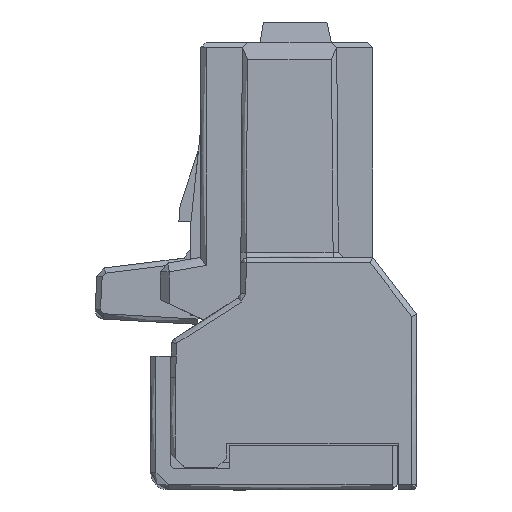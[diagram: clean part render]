
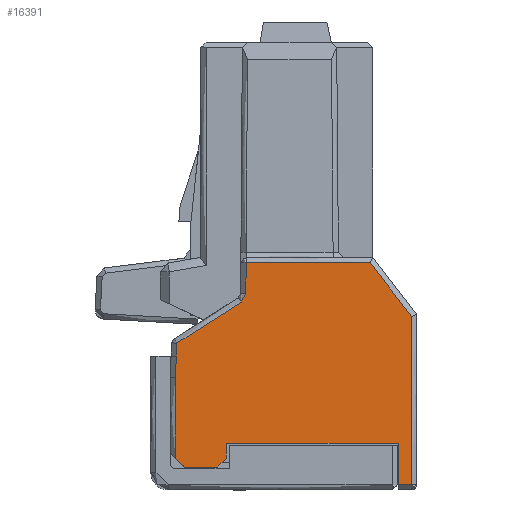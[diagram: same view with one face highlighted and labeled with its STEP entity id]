
A CAD part, left-side view. The second image highlights one B-rep face of the part: STEP entity #16391.
In plain terms, the highlighted free-form (B-spline) face has degree [1, 1] with [2, 2] control points.
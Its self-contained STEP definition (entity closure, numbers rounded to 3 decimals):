
#5837=CARTESIAN_POINT('',(-0.688,12.65,5.738));
#5838=VERTEX_POINT('',#5837);
#5847=CARTESIAN_POINT('',(-0.688,12.65,1.145));
#5848=VERTEX_POINT('',#5847);
#5856=CARTESIAN_POINT('',(-0.688,12.65,1.145));
#5857=CARTESIAN_POINT('',(-0.688,12.65,5.738));
#5858=B_SPLINE_CURVE_WITH_KNOTS('',1,(#5856,#5857),.POLYLINE_FORM.,.F.,.U.,(2,2),(0.,1.),.UNSPECIFIED.);
#5859=EDGE_CURVE('',#5848,#5838,#5858,.T.);
#5954=CARTESIAN_POINT('',(-0.688,12.15,0.645));
#5955=VERTEX_POINT('',#5954);
#5961=CARTESIAN_POINT('',(-0.688,12.15,0.645));
#5962=CARTESIAN_POINT('',(-0.688,12.65,1.145));
#5963=B_SPLINE_CURVE_WITH_KNOTS('',1,(#5961,#5962),.POLYLINE_FORM.,.F.,.U.,(2,2),(0.335,0.38),.UNSPECIFIED.);
#5964=EDGE_CURVE('',#5955,#5848,#5963,.T.);
#7448=CARTESIAN_POINT('',(-0.688,12.593,6.945));
#7449=VERTEX_POINT('',#7448);
#7450=CARTESIAN_POINT('',(-0.688,12.65,5.738));
#7451=CARTESIAN_POINT('',(-0.688,12.593,6.945));
#7452=B_SPLINE_CURVE_WITH_KNOTS('',1,(#7450,#7451),.POLYLINE_FORM.,.F.,.U.,(2,2),(0.475,0.997),.UNSPECIFIED.);
#7453=EDGE_CURVE('',#5838,#7449,#7452,.T.);
#7482=CARTESIAN_POINT('',(-0.688,12.558,7.676));
#7483=VERTEX_POINT('',#7482);
#7484=CARTESIAN_POINT('',(-0.688,12.593,6.945));
#7485=CARTESIAN_POINT('',(-0.688,12.558,7.676));
#7486=B_SPLINE_CURVE_WITH_KNOTS('',1,(#7484,#7485),.POLYLINE_FORM.,.F.,.U.,(2,2),(0.,0.665),.UNSPECIFIED.);
#7487=EDGE_CURVE('',#7449,#7483,#7486,.T.);
#7556=CARTESIAN_POINT('',(-0.688,10.25,0.645));
#7557=VERTEX_POINT('',#7556);
#7563=CARTESIAN_POINT('',(-0.688,10.25,0.645));
#7564=CARTESIAN_POINT('',(-0.688,12.15,0.645));
#7565=B_SPLINE_CURVE_WITH_KNOTS('',1,(#7563,#7564),.POLYLINE_FORM.,.F.,.U.,(2,2),(0.212,0.311),.UNSPECIFIED.);
#7566=EDGE_CURVE('',#7557,#5955,#7565,.T.);
#7580=CARTESIAN_POINT('',(-0.688,-0.75,-0.355));
#7581=VERTEX_POINT('',#7580);
#7582=CARTESIAN_POINT('',(-0.688,0.,-0.355));
#7583=VERTEX_POINT('',#7582);
#7584=CARTESIAN_POINT('',(-0.688,-0.75,-0.355));
#7585=CARTESIAN_POINT('',(-0.688,0.,-0.355));
#7586=B_SPLINE_CURVE_WITH_KNOTS('',1,(#7584,#7585),.POLYLINE_FORM.,.F.,.U.,(2,2),(0.931,0.98),.UNSPECIFIED.);
#7587=EDGE_CURVE('',#7581,#7583,#7586,.T.);
#10401=CARTESIAN_POINT('',(-0.688,-0.75,9.193));
#10402=VERTEX_POINT('',#10401);
#10410=CARTESIAN_POINT('',(-0.688,-0.75,9.193));
#10411=CARTESIAN_POINT('',(-0.688,-0.75,-0.355));
#10412=B_SPLINE_CURVE_WITH_KNOTS('',1,(#10410,#10411),.POLYLINE_FORM.,.F.,.U.,(2,2),(0.03,1.),.UNSPECIFIED.);
#10413=EDGE_CURVE('',#10402,#7581,#10412,.T.);
#10456=CARTESIAN_POINT('',(-0.688,1.6,12.245));
#10457=VERTEX_POINT('',#10456);
#10465=CARTESIAN_POINT('',(-0.688,1.6,12.245));
#10466=CARTESIAN_POINT('',(-0.688,-0.75,9.193));
#10467=B_SPLINE_CURVE_WITH_KNOTS('',1,(#10465,#10466),.POLYLINE_FORM.,.F.,.U.,(2,2),(0.104,0.92),.UNSPECIFIED.);
#10468=EDGE_CURVE('',#10457,#10402,#10467,.T.);
#10490=CARTESIAN_POINT('',(-0.688,8.637,12.245));
#10491=VERTEX_POINT('',#10490);
#10499=CARTESIAN_POINT('',(-0.688,8.637,12.245));
#10500=CARTESIAN_POINT('',(-0.688,1.6,12.245));
#10501=B_SPLINE_CURVE_WITH_KNOTS('',1,(#10499,#10500),.POLYLINE_FORM.,.F.,.U.,(2,2),(0.,0.957),.UNSPECIFIED.);
#10502=EDGE_CURVE('',#10491,#10457,#10501,.T.);
#10529=CARTESIAN_POINT('',(-0.688,8.649,10.506));
#10530=VERTEX_POINT('',#10529);
#10538=CARTESIAN_POINT('',(-0.688,8.649,10.506));
#10539=CARTESIAN_POINT('',(-0.688,8.637,12.245));
#10540=B_SPLINE_CURVE_WITH_KNOTS('',1,(#10538,#10539),.POLYLINE_FORM.,.F.,.U.,(2,2),(0.416,0.481),.UNSPECIFIED.);
#10541=EDGE_CURVE('',#10530,#10491,#10540,.T.);
#10568=CARTESIAN_POINT('',(-0.688,8.925,10.005));
#10569=VERTEX_POINT('',#10568);
#10577=CARTESIAN_POINT('',(-0.688,8.925,10.005));
#10578=CARTESIAN_POINT('',(-0.688,8.882,10.032));
#10579=CARTESIAN_POINT('',(-0.688,8.815,10.093));
#10580=CARTESIAN_POINT('',(-0.688,8.759,10.16));
#10581=CARTESIAN_POINT('',(-0.688,8.7,10.258));
#10582=CARTESIAN_POINT('',(-0.688,8.65,10.411));
#10583=CARTESIAN_POINT('',(-0.688,8.649,10.506));
#10584=B_SPLINE_CURVE_WITH_KNOTS('',2,(#10577,#10578,#10579,#10580,#10581,#10582,#10583),.UNSPECIFIED.,.F.,.U.,(3,1,1,1,1,3),(0.,0.167,0.301,0.457,0.683,1.),.UNSPECIFIED.);
#10585=EDGE_CURVE('',#10569,#10530,#10584,.T.);
#10614=CARTESIAN_POINT('',(-0.688,12.558,7.676));
#10615=CARTESIAN_POINT('',(-0.688,8.925,10.005));
#10616=B_SPLINE_CURVE_WITH_KNOTS('',1,(#10614,#10615),.POLYLINE_FORM.,.F.,.U.,(2,2),(0.504,0.972),.UNSPECIFIED.);
#10617=EDGE_CURVE('',#7483,#10569,#10616,.T.);
#16346=CARTESIAN_POINT('',(-0.688,-86.258,-84.185));
#16347=CARTESIAN_POINT('',(-0.688,-86.258,164.286));
#16348=CARTESIAN_POINT('',(-0.688,99.655,-84.185));
#16349=CARTESIAN_POINT('',(-0.688,99.655,164.286));
#16350=B_SPLINE_SURFACE_WITH_KNOTS('',1,1,((#16346,#16347),(#16348,#16349)),.PLANE_SURF.,.F.,.F.,.U.,(2,2),(2,2),(-0.189,1.23),(-0.099,1.),.UNSPECIFIED.);
#16351=CARTESIAN_POINT('',(-0.688,0.,1.995));
#16352=VERTEX_POINT('',#16351);
#16353=CARTESIAN_POINT('',(-0.688,9.75,1.995));
#16354=VERTEX_POINT('',#16353);
#16355=CARTESIAN_POINT('',(-0.688,0.,1.995));
#16356=CARTESIAN_POINT('',(-0.688,9.75,1.995));
#16357=B_SPLINE_CURVE_WITH_KNOTS('',1,(#16355,#16356),.POLYLINE_FORM.,.F.,.U.,(2,2),(0.357,0.864),.UNSPECIFIED.);
#16358=EDGE_CURVE('',#16352,#16354,#16357,.T.);
#16359=ORIENTED_EDGE('',*,*,#16358,.T.);
#16360=CARTESIAN_POINT('',(-0.688,9.75,1.145));
#16361=VERTEX_POINT('',#16360);
#16362=CARTESIAN_POINT('',(-0.688,9.75,1.995));
#16363=CARTESIAN_POINT('',(-0.688,9.75,1.145));
#16364=B_SPLINE_CURVE_WITH_KNOTS('',1,(#16362,#16363),.POLYLINE_FORM.,.F.,.U.,(2,2),(0.,1.),.UNSPECIFIED.);
#16365=EDGE_CURVE('',#16354,#16361,#16364,.T.);
#16366=ORIENTED_EDGE('',*,*,#16365,.T.);
#16367=CARTESIAN_POINT('',(-0.688,9.75,1.145));
#16368=CARTESIAN_POINT('',(-0.688,10.25,0.645));
#16369=B_SPLINE_CURVE_WITH_KNOTS('',1,(#16367,#16368),.POLYLINE_FORM.,.F.,.U.,(2,2),(0.215,0.248),.UNSPECIFIED.);
#16370=EDGE_CURVE('',#16361,#7557,#16369,.T.);
#16371=ORIENTED_EDGE('',*,*,#16370,.T.);
#16372=ORIENTED_EDGE('',*,*,#7566,.T.);
#16373=ORIENTED_EDGE('',*,*,#5964,.T.);
#16374=ORIENTED_EDGE('',*,*,#5859,.T.);
#16375=ORIENTED_EDGE('',*,*,#7453,.T.);
#16376=ORIENTED_EDGE('',*,*,#7487,.T.);
#16377=ORIENTED_EDGE('',*,*,#10617,.T.);
#16378=ORIENTED_EDGE('',*,*,#10585,.T.);
#16379=ORIENTED_EDGE('',*,*,#10541,.T.);
#16380=ORIENTED_EDGE('',*,*,#10502,.T.);
#16381=ORIENTED_EDGE('',*,*,#10468,.T.);
#16382=ORIENTED_EDGE('',*,*,#10413,.T.);
#16383=ORIENTED_EDGE('',*,*,#7587,.T.);
#16384=CARTESIAN_POINT('',(-0.688,0.,-0.355));
#16385=CARTESIAN_POINT('',(-0.688,0.,1.995));
#16386=B_SPLINE_CURVE_WITH_KNOTS('',1,(#16384,#16385),.POLYLINE_FORM.,.F.,.U.,(2,2),(0.,0.839),.UNSPECIFIED.);
#16387=EDGE_CURVE('',#7583,#16352,#16386,.T.);
#16388=ORIENTED_EDGE('',*,*,#16387,.T.);
#16389=EDGE_LOOP('',(#16359,#16366,#16371,#16372,#16373,#16374,#16375,#16376,#16377,#16378,#16379,#16380,#16381,#16382,#16383,#16388));
#16390=FACE_OUTER_BOUND('',#16389,.F.);
#16391=ADVANCED_FACE('',(#16390),#16350,.F.);
